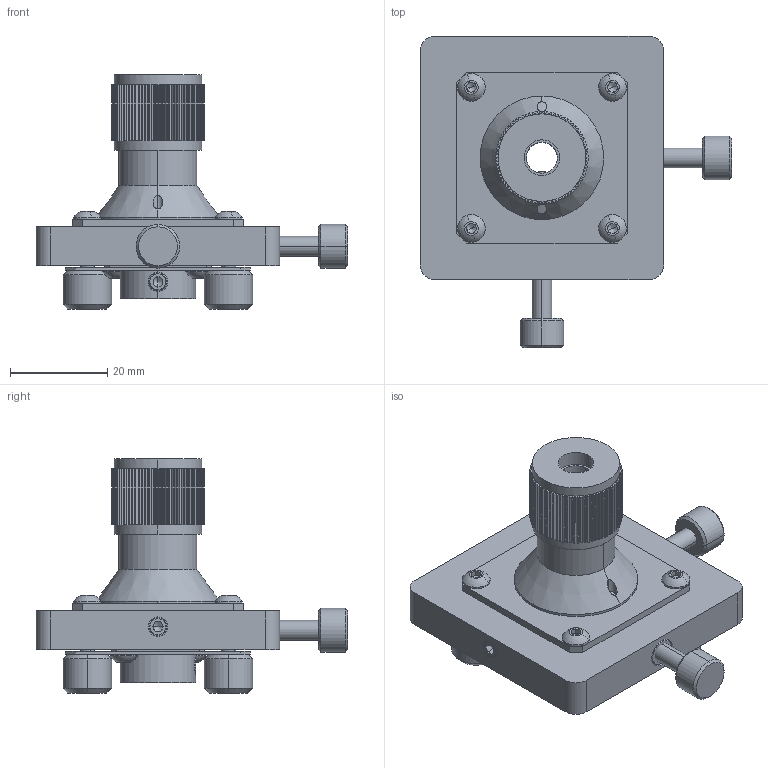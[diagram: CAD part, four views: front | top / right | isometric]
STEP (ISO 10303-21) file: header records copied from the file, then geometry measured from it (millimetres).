
FILE_DESCRIPTION (( 'STEP AP203' ), '1' );
FILE_NAME ('06PFC-1.STEP', '2016-05-11T02:46:42', ( '' ), ( '' ), 'SwSTEP 2.0', 'SolidWorks 2016', '' );
FILE_SCHEMA (( 'CONFIG_CONTROL_DESIGN' ));
Length unit declared in the file: millimetre
Products named in the file (1): 06PFC-1
Bounding box: 64 x 64 x 48.1 mm (x, y, z)
Volume: 29122.4 mm3; surface area: 28823.9 mm2
Topology: 28 solids, 28 shells, 1303 faces, 3088 edges, 1842 vertices
Faces by surface type: plane 561, cylinder 380, cone 326, torus 20, sphere 16
Entity records: 37587 total; most frequent: DIRECTION 7092, CARTESIAN_POINT 6524, ORIENTED_EDGE 6120, EDGE_CURVE 3060, AXIS2_PLACEMENT_3D 2756, VERTEX_POINT 1842, VECTOR 1580, LINE 1580
